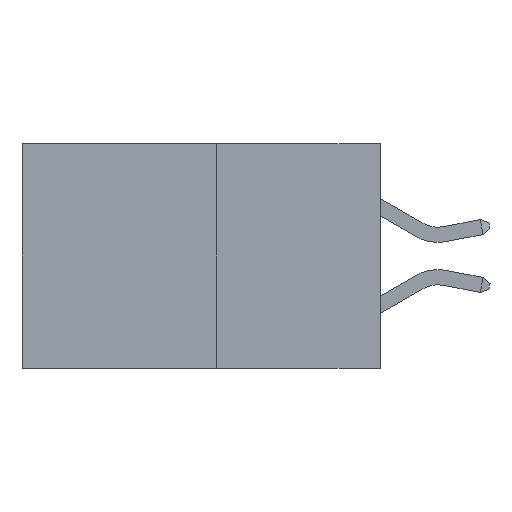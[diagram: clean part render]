
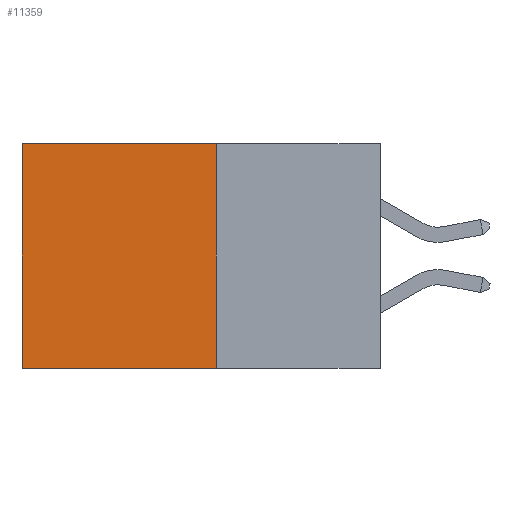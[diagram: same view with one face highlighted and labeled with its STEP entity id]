
A CAD part, left-side view. The second image highlights one B-rep face of the part: STEP entity #11359.
In plain terms, the highlighted planar face has unit normal (-1, 0, 0).
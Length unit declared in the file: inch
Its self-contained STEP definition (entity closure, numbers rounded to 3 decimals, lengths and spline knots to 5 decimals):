
#704 = CARTESIAN_POINT ( 'NONE',  ( 0.277, 0.59, 0. ) ) ;
#832 = CARTESIAN_POINT ( 'NONE',  ( 0.277, 0.27, -0.37 ) ) ;
#3168 = VECTOR ( 'NONE', #3966, 39.37008 ) ;
#3775 = DIRECTION ( 'NONE',  ( 0., 0., -1. ) ) ;
#3966 = DIRECTION ( 'NONE',  ( 0., 0., -1. ) ) ;
#4601 = ORIENTED_EDGE ( 'NONE', *, *, #9911, .T. ) ;
#4710 = LINE ( 'NONE', #16078, #6126 ) ;
#5059 = ORIENTED_EDGE ( 'NONE', *, *, #12012, .F. ) ;
#5416 = ORIENTED_EDGE ( 'NONE', *, *, #11421, .F. ) ;
#5774 = ORIENTED_EDGE ( 'NONE', *, *, #8996, .T. ) ;
#6126 = VECTOR ( 'NONE', #17088, 39.37008 ) ;
#6872 = VECTOR ( 'NONE', #17044, 39.37008 ) ;
#8399 = VECTOR ( 'NONE', #8556, 39.37008 ) ;
#8556 = DIRECTION ( 'NONE',  ( 0., 0., -1. ) ) ;
#8922 = CARTESIAN_POINT ( 'NONE',  ( 0.277, 0.59, -0.37 ) ) ;
#8996 = EDGE_CURVE ( 'NONE', #9004, #11953, #4710, .T. ) ;
#9004 = VERTEX_POINT ( 'NONE', #15456 ) ;
#9911 = EDGE_CURVE ( 'NONE', #11953, #15378, #12292, .T. ) ;
#10536 = VERTEX_POINT ( 'NONE', #11033 ) ;
#10776 = LINE ( 'NONE', #832, #6872 ) ;
#11033 = CARTESIAN_POINT ( 'NONE',  ( 0.277, 0.27, -0.37 ) ) ;
#11359 = ADVANCED_FACE ( 'NONE', ( #11501 ), #15459, .F. ) ;
#11421 = EDGE_CURVE ( 'NONE', #9004, #10536, #17427, .T. ) ;
#11501 = FACE_OUTER_BOUND ( 'NONE', #15704, .T. ) ;
#11953 = VERTEX_POINT ( 'NONE', #704 ) ;
#12012 = EDGE_CURVE ( 'NONE', #10536, #15378, #10776, .T. ) ;
#12292 = LINE ( 'NONE', #8922, #8399 ) ;
#12590 = DIRECTION ( 'NONE',  ( 1., 0., 0. ) ) ;
#12796 = CARTESIAN_POINT ( 'NONE',  ( 0.277, 0.27, -0.37 ) ) ;
#14329 = CARTESIAN_POINT ( 'NONE',  ( 0.277, 0.59, -0.37 ) ) ;
#15277 = AXIS2_PLACEMENT_3D ( 'NONE', #16937, #12590, #3775 ) ;
#15378 = VERTEX_POINT ( 'NONE', #14329 ) ;
#15456 = CARTESIAN_POINT ( 'NONE',  ( 0.277, 0.27, 0. ) ) ;
#15459 = PLANE ( 'NONE',  #15277 ) ;
#15704 = EDGE_LOOP ( 'NONE', ( #4601, #5059, #5416, #5774 ) ) ;
#16078 = CARTESIAN_POINT ( 'NONE',  ( 0.277, 0.27, 0. ) ) ;
#16937 = CARTESIAN_POINT ( 'NONE',  ( 0.277, 0.27, -0.37 ) ) ;
#17044 = DIRECTION ( 'NONE',  ( 0., 1., 0. ) ) ;
#17088 = DIRECTION ( 'NONE',  ( 0., 1., 0. ) ) ;
#17427 = LINE ( 'NONE', #12796, #3168 ) ;
